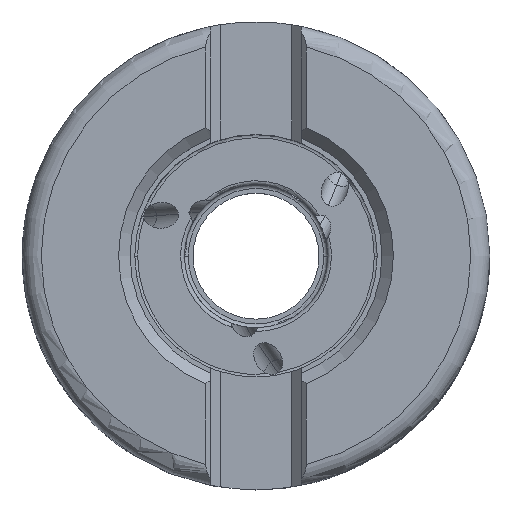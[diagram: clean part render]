
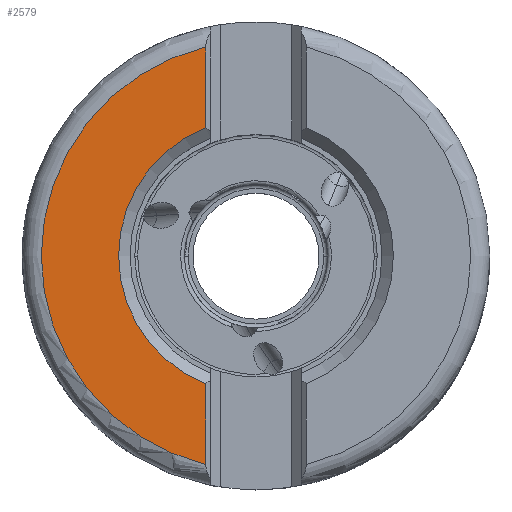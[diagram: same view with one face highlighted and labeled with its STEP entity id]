
A CAD part, top view. The second image highlights one B-rep face of the part: STEP entity #2579.
In plain terms, the highlighted planar face has unit normal (0, 0, 1).
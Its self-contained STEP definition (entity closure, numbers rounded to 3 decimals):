
#703=PLANE('',#13885);
#1211=LINE('',#29673,#1859);
#1212=LINE('',#29695,#1860);
#1859=VECTOR('',#16651,1.);
#1860=VECTOR('',#16664,1.);
#2579=ADVANCED_FACE('',(#3328),#703,.T.);
#3328=FACE_OUTER_BOUND('',#4027,.T.);
#4027=EDGE_LOOP('',(#7887,#7888,#7889,#7890));
#7887=ORIENTED_EDGE('',*,*,#11725,.F.);
#7888=ORIENTED_EDGE('',*,*,#11723,.F.);
#7889=ORIENTED_EDGE('',*,*,#11721,.F.);
#7890=ORIENTED_EDGE('',*,*,#11729,.F.);
#9896=VERTEX_POINT('',#29648);
#9897=VERTEX_POINT('',#29650);
#9898=VERTEX_POINT('',#29674);
#9899=VERTEX_POINT('',#29683);
#11721=EDGE_CURVE('',#9896,#9897,#12583,.T.);
#11723=EDGE_CURVE('',#9897,#9898,#1211,.T.);
#11725=EDGE_CURVE('',#9898,#9899,#12584,.T.);
#11729=EDGE_CURVE('',#9899,#9896,#1212,.T.);
#12583=CIRCLE('',#13876,22.5);
#12584=CIRCLE('',#13879,14.4);
#13876=AXIS2_PLACEMENT_3D('',#29649,#16647,#16648);
#13879=AXIS2_PLACEMENT_3D('',#29682,#16654,#16655);
#13885=AXIS2_PLACEMENT_3D('',#29697,#16667,#16668);
#16647=DIRECTION('',(0.,0.,-1.));
#16648=DIRECTION('',(-0.234,-0.972,0.));
#16651=DIRECTION('',(0.,-1.,0.));
#16654=DIRECTION('',(0.,0.,1.));
#16655=DIRECTION('',(-0.365,0.931,0.));
#16664=DIRECTION('',(0.,-1.,0.));
#16667=DIRECTION('',(0.,0.,1.));
#16668=DIRECTION('',(0.,-1.,0.));
#29648=CARTESIAN_POINT('',(-5.263,-21.876,0.));
#29649=CARTESIAN_POINT('',(0.,0.,0.));
#29650=CARTESIAN_POINT('',(-5.262,21.876,0.));
#29673=CARTESIAN_POINT('',(-5.262,21.876,0.));
#29674=CARTESIAN_POINT('',(-5.263,13.404,0.));
#29682=CARTESIAN_POINT('',(0.,0.,0.));
#29683=CARTESIAN_POINT('',(-5.263,-13.404,0.));
#29695=CARTESIAN_POINT('',(-5.263,-13.404,0.));
#29697=CARTESIAN_POINT('',(-13.882,0.,0.));
